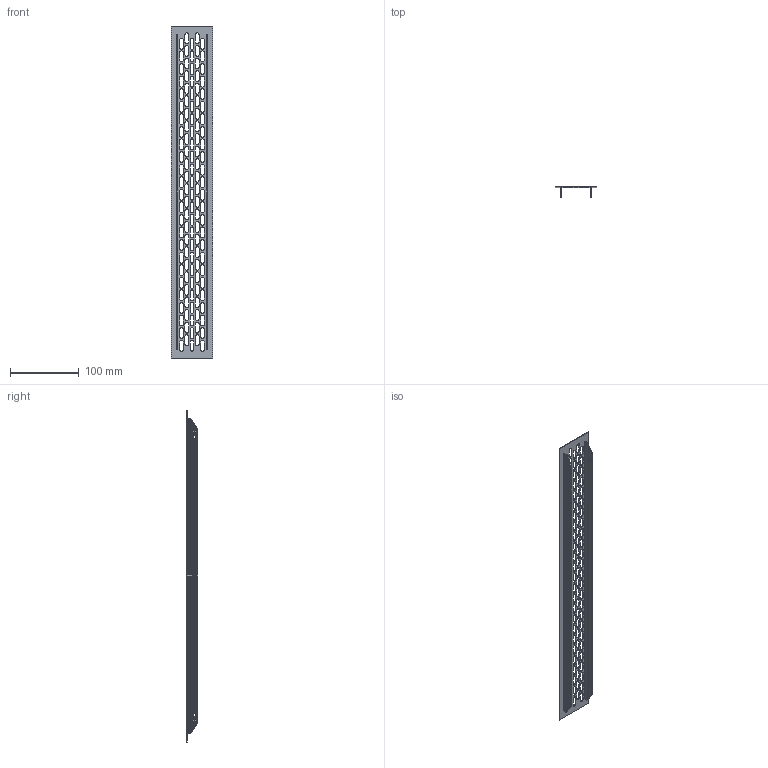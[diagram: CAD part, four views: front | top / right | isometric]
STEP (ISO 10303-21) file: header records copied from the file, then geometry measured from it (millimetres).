
FILE_DESCRIPTION(/* description */ (''),/* implementation_level */ '2;1');
FILE_NAME(/* name */ 'KK-W60800.stp',/* time_stamp */ '2024-03-01T14:26:58+01:00',/* author */ ('tomaszw'),/* organization */ (''),/* preprocessor_version */ 'ST-DEVELOPER v19.2',/* originating_system */ 'Autodesk Inventor 2023',/* authorisation */ '');
FILE_SCHEMA (('AUTOMOTIVE_DESIGN { 1 0 10303 214 3 1 1 }'));
Length unit declared in the file: millimetre
Products named in the file (1): KK-W60800
Bounding box: 60 x 16.2 x 484 mm (x, y, z)
Volume: 42047.1 mm3; surface area: 78194.8 mm2
Topology: 1 solids, 1 shells, 606 faces, 1814 edges, 1208 vertices
Faces by surface type: plane 350, cylinder 256
Full cylindrical faces by diameter (mm): 4 x4
Entity records: 21069 total; most frequent: CARTESIAN_POINT 3629, ORIENTED_EDGE 3628, DIRECTION 3572, EDGE_CURVE 1814, LINE 1270, VECTOR 1270, VERTEX_POINT 1208, AXIS2_PLACEMENT_3D 1151
